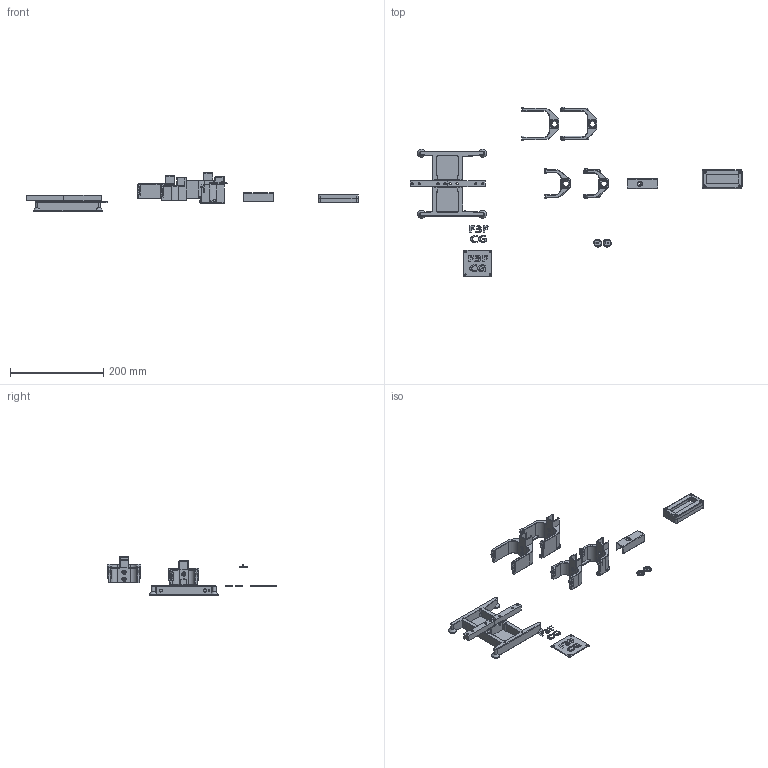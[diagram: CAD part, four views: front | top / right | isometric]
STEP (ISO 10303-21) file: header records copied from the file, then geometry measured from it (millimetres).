
FILE_DESCRIPTION(/* description */ (''),/* implementation_level */ '2;1');
FILE_NAME(/* name */ 'CG_scale_r2',/* time_stamp */ '2017-12-03T11:51:52+01:00',/* author */ (''),/* organization */ (''),/* preprocessor_version */ 'ST-DEVELOPER v15',/* originating_system */ 'MicroStation Version 08.11.09.829',/* authorisation */ '');
FILE_SCHEMA (('AUTOMOTIVE_DESIGN'));
Length unit declared in the file: millimetre
Products named in the file (22): CG_scale_r21; CG_scale_r22; CG_scale_r23; CG_scale_r24; CG_scale_r25; CG_scale_r26; CG_scale_r27; CG_scale_r28; CG_scale_r29; CG_scale_r210; CG_scale_r211; CG_scale_r212; CG_scale_r213; CG_scale_r214; CG_scale_r215; CG_scale_r216; CG_scale_r217; CG_scale_r218; CG_scale_r219; CG_scale_r220; CG_scale_r221; CG_scale_r222
Bounding box: 710.94 x 362.34 x 82.35 mm (x, y, z)
Volume: 355408.4 mm3; surface area: 167709.2 mm2
Topology: 20 solids, 20 shells, 1806 faces, 4576 edges, 2858 vertices
Faces by surface type: plane 1258, cylinder 281, cone 108, extrusion 96, torus 28, bspline 27, sphere 8
Full cylindrical faces by diameter (mm): 2 x18, 3 x11, 3.118 x8, 3.2 x8, 3.5 x1, 4 x12, 5 x10, 6 x4, 6.2 x1, 7 x1, 9.5 x4, 17 x2
Entity records: 54669 total; most frequent: CARTESIAN_POINT 11787, ORIENTED_EDGE 8768, DIRECTION 8348, EDGE_CURVE 4384, VECTOR 3472, LINE 3376, VERTEX_POINT 2794, AXIS2_PLACEMENT_3D 2438
